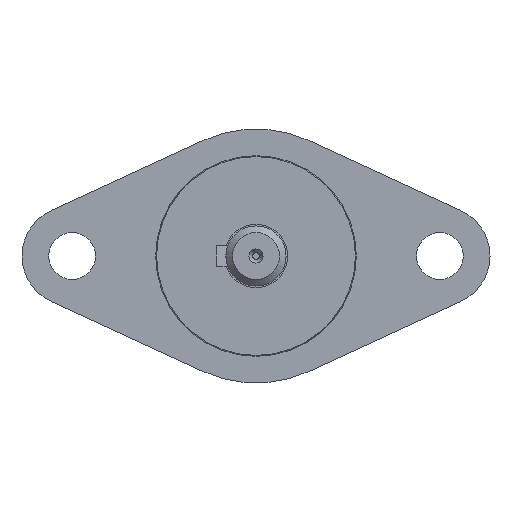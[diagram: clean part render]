
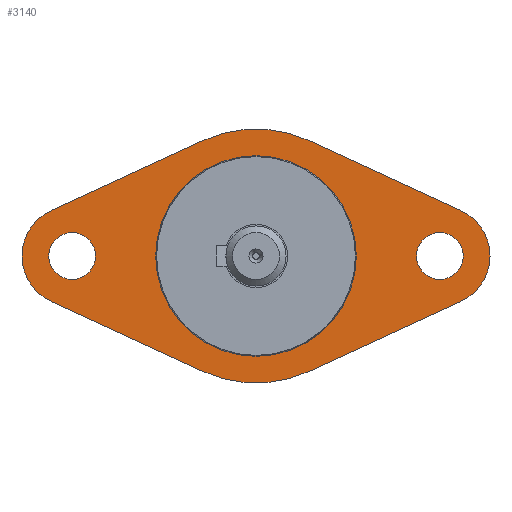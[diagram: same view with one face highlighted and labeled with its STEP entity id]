
A CAD part, left-side view. The second image highlights one B-rep face of the part: STEP entity #3140.
In plain terms, the highlighted planar face has unit normal (-1, 0, 0).
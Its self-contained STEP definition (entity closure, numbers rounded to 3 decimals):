
#34=FACE_BOUND('',#1045,.T.);
#35=FACE_BOUND('',#1046,.T.);
#36=FACE_BOUND('',#1047,.T.);
#275=LINE('',#4687,#539);
#279=LINE('',#4699,#543);
#283=LINE('',#4711,#547);
#287=LINE('',#4721,#551);
#539=VECTOR('',#3806,10.);
#543=VECTOR('',#3818,10.);
#547=VECTOR('',#3830,10.);
#551=VECTOR('',#3842,10.);
#868=FACE_OUTER_BOUND('',#1044,.T.);
#1044=EDGE_LOOP('',(#2281,#2282,#2283,#2284,#2285,#2286,#2287,#2288));
#1045=EDGE_LOOP('',(#2289));
#1046=EDGE_LOOP('',(#2290));
#1047=EDGE_LOOP('',(#2291,#2292));
#1242=CIRCLE('',#3371,3.5);
#1244=CIRCLE('',#3374,3.5);
#1246=CIRCLE('',#3377,7.5);
#1248=CIRCLE('',#3381,19.);
#1250=CIRCLE('',#3385,7.5);
#1252=CIRCLE('',#3389,19.);
#1260=CIRCLE('',#3402,15.);
#1261=CIRCLE('',#3403,15.);
#1392=VERTEX_POINT('',#4665);
#1394=VERTEX_POINT('',#4671);
#1397=VERTEX_POINT('',#4678);
#1398=VERTEX_POINT('',#4680);
#1400=VERTEX_POINT('',#4686);
#1402=VERTEX_POINT('',#4692);
#1404=VERTEX_POINT('',#4698);
#1406=VERTEX_POINT('',#4704);
#1408=VERTEX_POINT('',#4710);
#1410=VERTEX_POINT('',#4716);
#1418=VERTEX_POINT('',#4742);
#1419=VERTEX_POINT('',#4743);
#1716=EDGE_CURVE('',#1392,#1392,#1242,.T.);
#1719=EDGE_CURVE('',#1394,#1394,#1244,.T.);
#1722=EDGE_CURVE('',#1398,#1397,#1246,.T.);
#1725=EDGE_CURVE('',#1400,#1398,#275,.T.);
#1728=EDGE_CURVE('',#1402,#1400,#1248,.T.);
#1731=EDGE_CURVE('',#1404,#1402,#279,.T.);
#1734=EDGE_CURVE('',#1406,#1404,#1250,.T.);
#1737=EDGE_CURVE('',#1408,#1406,#283,.T.);
#1740=EDGE_CURVE('',#1410,#1408,#1252,.T.);
#1743=EDGE_CURVE('',#1397,#1410,#287,.T.);
#1753=EDGE_CURVE('',#1418,#1419,#1260,.T.);
#1754=EDGE_CURVE('',#1419,#1418,#1261,.T.);
#2281=ORIENTED_EDGE('',*,*,#1734,.T.);
#2282=ORIENTED_EDGE('',*,*,#1731,.T.);
#2283=ORIENTED_EDGE('',*,*,#1728,.T.);
#2284=ORIENTED_EDGE('',*,*,#1725,.T.);
#2285=ORIENTED_EDGE('',*,*,#1722,.T.);
#2286=ORIENTED_EDGE('',*,*,#1743,.T.);
#2287=ORIENTED_EDGE('',*,*,#1740,.T.);
#2288=ORIENTED_EDGE('',*,*,#1737,.T.);
#2289=ORIENTED_EDGE('',*,*,#1716,.T.);
#2290=ORIENTED_EDGE('',*,*,#1719,.T.);
#2291=ORIENTED_EDGE('',*,*,#1753,.T.);
#2292=ORIENTED_EDGE('',*,*,#1754,.T.);
#3001=PLANE('',#3404);
#3140=ADVANCED_FACE('',(#868,#34,#35,#36),#3001,.T.);
#3371=AXIS2_PLACEMENT_3D('',#4667,#3786,#3787);
#3374=AXIS2_PLACEMENT_3D('',#4673,#3793,#3794);
#3377=AXIS2_PLACEMENT_3D('',#4681,#3800,#3801);
#3381=AXIS2_PLACEMENT_3D('',#4693,#3812,#3813);
#3385=AXIS2_PLACEMENT_3D('',#4705,#3824,#3825);
#3389=AXIS2_PLACEMENT_3D('',#4717,#3836,#3837);
#3402=AXIS2_PLACEMENT_3D('',#4744,#3867,#3868);
#3403=AXIS2_PLACEMENT_3D('',#4745,#3869,#3870);
#3404=AXIS2_PLACEMENT_3D('',#4747,#3872,#3873);
#3786=DIRECTION('center_axis',(1.,0.,0.));
#3787=DIRECTION('ref_axis',(0.,0.,-1.));
#3793=DIRECTION('center_axis',(1.,0.,0.));
#3794=DIRECTION('ref_axis',(0.,0.,-1.));
#3800=DIRECTION('center_axis',(-1.,0.,0.));
#3801=DIRECTION('ref_axis',(0.,0.418,-0.908));
#3806=DIRECTION('',(0.,0.908,-0.418));
#3812=DIRECTION('center_axis',(-1.,0.,0.));
#3813=DIRECTION('ref_axis',(0.,0.418,0.908));
#3818=DIRECTION('',(0.,0.908,0.418));
#3824=DIRECTION('center_axis',(-1.,0.,0.));
#3825=DIRECTION('ref_axis',(0.,-0.418,0.908));
#3830=DIRECTION('',(0.,-0.908,0.418));
#3836=DIRECTION('center_axis',(-1.,0.,0.));
#3837=DIRECTION('ref_axis',(0.,-0.418,-0.908));
#3842=DIRECTION('',(0.,-0.908,-0.418));
#3867=DIRECTION('center_axis',(1.,0.,0.));
#3868=DIRECTION('ref_axis',(0.,-1.,0.));
#3869=DIRECTION('center_axis',(1.,0.,0.));
#3870=DIRECTION('ref_axis',(0.,-1.,0.));
#3872=DIRECTION('center_axis',(-1.,0.,0.));
#3873=DIRECTION('ref_axis',(0.,0.,-1.));
#4665=CARTESIAN_POINT('',(-65.7,27.5,3.5));
#4667=CARTESIAN_POINT('Origin',(-65.7,27.5,0.));
#4671=CARTESIAN_POINT('',(-65.7,-27.5,3.5));
#4673=CARTESIAN_POINT('Origin',(-65.7,-27.5,0.));
#4678=CARTESIAN_POINT('',(-65.7,30.636,-6.813));
#4680=CARTESIAN_POINT('',(-65.7,30.636,6.813));
#4681=CARTESIAN_POINT('Origin',(-65.7,27.5,0.));
#4686=CARTESIAN_POINT('',(-65.7,7.945,17.259));
#4687=CARTESIAN_POINT('',(-65.7,8.977,16.784));
#4692=CARTESIAN_POINT('',(-65.7,-7.945,17.259));
#4693=CARTESIAN_POINT('Origin',(-65.7,0.,
0.));
#4698=CARTESIAN_POINT('',(-65.7,-30.636,6.813));
#4699=CARTESIAN_POINT('',(-65.7,-18.26,12.511));
#4704=CARTESIAN_POINT('',(-65.7,-30.636,-6.813));
#4705=CARTESIAN_POINT('Origin',(-65.7,-27.5,0.));
#4710=CARTESIAN_POINT('',(-65.7,-7.945,-17.259));
#4711=CARTESIAN_POINT('',(-65.7,-29.605,-7.288));
#4716=CARTESIAN_POINT('',(-65.7,7.945,-17.259));
#4717=CARTESIAN_POINT('Origin',(-65.7,0.,
0.));
#4721=CARTESIAN_POINT('',(-65.7,-2.369,-22.007));
#4742=CARTESIAN_POINT('',(-65.7,-15.,0.));
#4743=CARTESIAN_POINT('',(-65.7,15.,0.));
#4744=CARTESIAN_POINT('Origin',(-65.7,0.,
0.));
#4745=CARTESIAN_POINT('Origin',(-65.7,0.,
0.));
#4747=CARTESIAN_POINT('Origin',(-65.7,-25.,0.));
